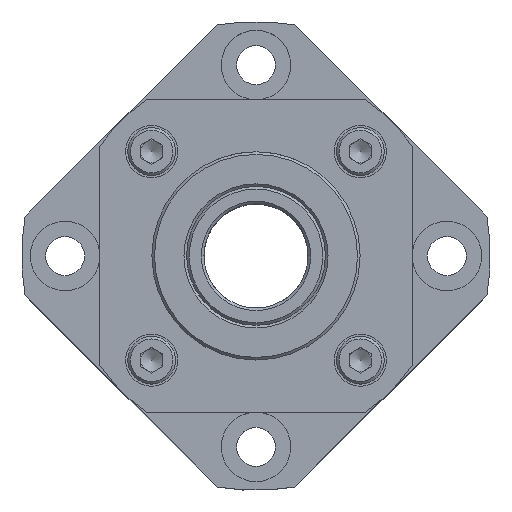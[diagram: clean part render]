
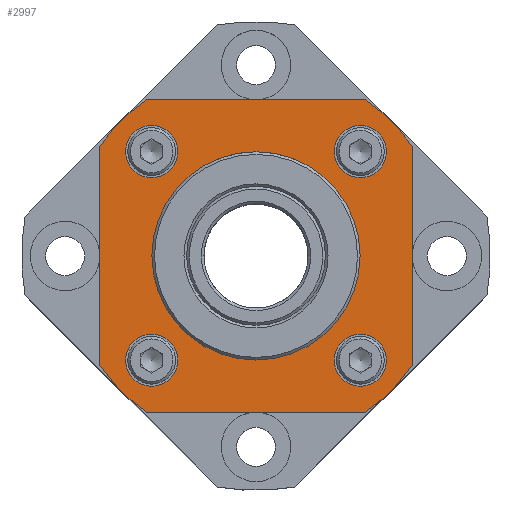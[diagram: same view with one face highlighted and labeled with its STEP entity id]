
A CAD part, top view. The second image highlights one B-rep face of the part: STEP entity #2997.
In plain terms, the highlighted planar face has unit normal (0, 0, 1).
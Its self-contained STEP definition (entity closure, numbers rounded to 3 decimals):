
#40 = VERTEX_POINT ( 'NONE', #6344 ) ;
#56 = DIRECTION ( 'NONE',  ( 0., 0., 1. ) ) ;
#230 = DIRECTION ( 'NONE',  ( 0., 1., 0. ) ) ;
#249 = ORIENTED_EDGE ( 'NONE', *, *, #5713, .T. ) ;
#338 = AXIS2_PLACEMENT_3D ( 'NONE', #3118, #2394, #1664 ) ;
#425 = CARTESIAN_POINT ( 'NONE',  ( 0., 0., 0. ) ) ;
#503 = ORIENTED_EDGE ( 'NONE', *, *, #1702, .F. ) ;
#519 = LINE ( 'NONE', #6836, #2386 ) ;
#531 = AXIS2_PLACEMENT_3D ( 'NONE', #6001, #5278, #4569 ) ;
#552 = EDGE_CURVE ( 'NONE', #3324, #3324, #6924, .T. ) ;
#576 = CARTESIAN_POINT ( 'NONE',  ( 0., 0., 0. ) ) ;
#592 = VERTEX_POINT ( 'NONE', #3740 ) ;
#696 = DIRECTION ( 'NONE',  ( 1., 0., 0. ) ) ;
#772 = CARTESIAN_POINT ( 'NONE',  ( 0., 0., 0. ) ) ;
#844 = FACE_BOUND ( 'NONE', #5049, .T. ) ;
#946 = CARTESIAN_POINT ( 'NONE',  ( 18., 12.649, 0. ) ) ;
#1025 = CIRCLE ( 'NONE', #338, 3. ) ;
#1068 = CARTESIAN_POINT ( 'NONE',  ( -18., 12.649, 0. ) ) ;
#1090 = VERTEX_POINT ( 'NONE', #4205 ) ;
#1106 = ORIENTED_EDGE ( 'NONE', *, *, #1216, .T. ) ;
#1128 = CARTESIAN_POINT ( 'NONE',  ( 12.649, 18., 0. ) ) ;
#1143 = PLANE ( 'NONE',  #1391 ) ;
#1146 = AXIS2_PLACEMENT_3D ( 'NONE', #772, #56, #6359 ) ;
#1177 = CARTESIAN_POINT ( 'NONE',  ( 12., 0., 0. ) ) ;
#1204 = FACE_BOUND ( 'NONE', #5790, .T. ) ;
#1216 = EDGE_CURVE ( 'NONE', #6045, #1090, #5315, .T. ) ;
#1391 = AXIS2_PLACEMENT_3D ( 'NONE', #425, #6740, #6006 ) ;
#1410 = EDGE_CURVE ( 'NONE', #6150, #592, #5333, .T. ) ;
#1426 = DIRECTION ( 'NONE',  ( 0., 0., 1. ) ) ;
#1564 = FACE_BOUND ( 'NONE', #2661, .T. ) ;
#1582 = VERTEX_POINT ( 'NONE', #4621 ) ;
#1586 = EDGE_CURVE ( 'NONE', #4497, #3557, #6783, .T. ) ;
#1604 = ORIENTED_EDGE ( 'NONE', *, *, #2017, .F. ) ;
#1664 = DIRECTION ( 'NONE',  ( 1., 0., 0. ) ) ;
#1701 = ORIENTED_EDGE ( 'NONE', *, *, #4153, .F. ) ;
#1702 = EDGE_CURVE ( 'NONE', #40, #40, #2100, .T. ) ;
#1908 = VERTEX_POINT ( 'NONE', #1177 ) ;
#1932 = EDGE_CURVE ( 'NONE', #6900, #6900, #1025, .T. ) ;
#1939 = FACE_BOUND ( 'NONE', #2466, .T. ) ;
#2017 = EDGE_CURVE ( 'NONE', #4013, #4013, #6437, .T. ) ;
#2100 = CIRCLE ( 'NONE', #2108, 3. ) ;
#2108 = AXIS2_PLACEMENT_3D ( 'NONE', #2851, #1426, #696 ) ;
#2115 = FACE_BOUND ( 'NONE', #2527, .T. ) ;
#2337 = EDGE_CURVE ( 'NONE', #2381, #6150, #519, .T. ) ;
#2381 = VERTEX_POINT ( 'NONE', #1068 ) ;
#2386 = VECTOR ( 'NONE', #6106, 1000. ) ;
#2394 = DIRECTION ( 'NONE',  ( 0., 0., 1. ) ) ;
#2466 = EDGE_LOOP ( 'NONE', ( #503 ) ) ;
#2483 = FACE_OUTER_BOUND ( 'NONE', #6471, .T. ) ;
#2527 = EDGE_LOOP ( 'NONE', ( #1701 ) ) ;
#2611 = CARTESIAN_POINT ( 'NONE',  ( 15.021, 12.021, 0. ) ) ;
#2661 = EDGE_LOOP ( 'NONE', ( #5731 ) ) ;
#2772 = ORIENTED_EDGE ( 'NONE', *, *, #1586, .T. ) ;
#2790 = CIRCLE ( 'NONE', #531, 22. ) ;
#2851 = CARTESIAN_POINT ( 'NONE',  ( -12.021, -12.021, 0. ) ) ;
#2929 = ORIENTED_EDGE ( 'NONE', *, *, #1410, .T. ) ;
#2937 = DIRECTION ( 'NONE',  ( 1., 0., 0. ) ) ;
#2997 = ADVANCED_FACE ( 'NONE', ( #844, #1204, #1564, #1939, #2115, #2483 ), #1143, .T. ) ;
#3118 = CARTESIAN_POINT ( 'NONE',  ( 12.021, -12.021, 0. ) ) ;
#3183 = DIRECTION ( 'NONE',  ( -1., 0., 0. ) ) ;
#3237 = AXIS2_PLACEMENT_3D ( 'NONE', #4917, #4206, #3486 ) ;
#3263 = CIRCLE ( 'NONE', #6837, 12. ) ;
#3290 = CARTESIAN_POINT ( 'NONE',  ( -9.021, 12.021, 0. ) ) ;
#3324 = VERTEX_POINT ( 'NONE', #2611 ) ;
#3486 = DIRECTION ( 'NONE',  ( 1., 0., 0. ) ) ;
#3557 = VERTEX_POINT ( 'NONE', #5153 ) ;
#3595 = AXIS2_PLACEMENT_3D ( 'NONE', #5139, #4419, #3699 ) ;
#3598 = DIRECTION ( 'NONE',  ( 1., 0., 0. ) ) ;
#3645 = DIRECTION ( 'NONE',  ( 0., 0., 1. ) ) ;
#3699 = DIRECTION ( 'NONE',  ( 1., 0., 0. ) ) ;
#3723 = ORIENTED_EDGE ( 'NONE', *, *, #3943, .T. ) ;
#3740 = CARTESIAN_POINT ( 'NONE',  ( -12.649, -18., 0. ) ) ;
#3844 = CARTESIAN_POINT ( 'NONE',  ( -18., -12.649, 0. ) ) ;
#3894 = CARTESIAN_POINT ( 'NONE',  ( -12.649, 18., 0. ) ) ;
#3943 = EDGE_CURVE ( 'NONE', #1090, #1582, #4545, .T. ) ;
#4013 = VERTEX_POINT ( 'NONE', #3290 ) ;
#4103 = ORIENTED_EDGE ( 'NONE', *, *, #6466, .T. ) ;
#4153 = EDGE_CURVE ( 'NONE', #1908, #1908, #3263, .T. ) ;
#4205 = CARTESIAN_POINT ( 'NONE',  ( 18., -12.649, 0. ) ) ;
#4206 = DIRECTION ( 'NONE',  ( 0., 0., 1. ) ) ;
#4311 = DIRECTION ( 'NONE',  ( 0., 0., 1. ) ) ;
#4361 = CARTESIAN_POINT ( 'NONE',  ( 0., 0., 0. ) ) ;
#4419 = DIRECTION ( 'NONE',  ( 0., 0., 1. ) ) ;
#4449 = CARTESIAN_POINT ( 'NONE',  ( 12.649, -18., 0. ) ) ;
#4497 = VERTEX_POINT ( 'NONE', #1128 ) ;
#4545 = LINE ( 'NONE', #946, #4659 ) ;
#4569 = DIRECTION ( 'NONE',  ( 1., 0., 0. ) ) ;
#4621 = CARTESIAN_POINT ( 'NONE',  ( 18., 12.649, 0. ) ) ;
#4659 = VECTOR ( 'NONE', #230, 1000. ) ;
#4708 = DIRECTION ( 'NONE',  ( 1., 0., 0. ) ) ;
#4752 = AXIS2_PLACEMENT_3D ( 'NONE', #576, #6898, #6168 ) ;
#4917 = CARTESIAN_POINT ( 'NONE',  ( -12.021, 12.021, 0. ) ) ;
#5029 = CARTESIAN_POINT ( 'NONE',  ( 0., 0., 0. ) ) ;
#5049 = EDGE_LOOP ( 'NONE', ( #1604 ) ) ;
#5136 = AXIS2_PLACEMENT_3D ( 'NONE', #4361, #3645, #2937 ) ;
#5139 = CARTESIAN_POINT ( 'NONE',  ( 12.021, 12.021, 0. ) ) ;
#5153 = CARTESIAN_POINT ( 'NONE',  ( -12.649, 18., 0. ) ) ;
#5278 = DIRECTION ( 'NONE',  ( 0., 0., 1. ) ) ;
#5315 = CIRCLE ( 'NONE', #1146, 22. ) ;
#5331 = VECTOR ( 'NONE', #4708, 1000. ) ;
#5333 = CIRCLE ( 'NONE', #5136, 22. ) ;
#5376 = EDGE_CURVE ( 'NONE', #592, #6045, #6142, .T. ) ;
#5412 = CARTESIAN_POINT ( 'NONE',  ( -12.649, -18., 0. ) ) ;
#5713 = EDGE_CURVE ( 'NONE', #1582, #4497, #2790, .T. ) ;
#5731 = ORIENTED_EDGE ( 'NONE', *, *, #1932, .F. ) ;
#5790 = EDGE_LOOP ( 'NONE', ( #6138 ) ) ;
#6001 = CARTESIAN_POINT ( 'NONE',  ( 0., 0., 0. ) ) ;
#6006 = DIRECTION ( 'NONE',  ( 1., 0., 0. ) ) ;
#6010 = ORIENTED_EDGE ( 'NONE', *, *, #5376, .T. ) ;
#6040 = CIRCLE ( 'NONE', #4752, 22. ) ;
#6045 = VERTEX_POINT ( 'NONE', #4449 ) ;
#6106 = DIRECTION ( 'NONE',  ( 0., -1., 0. ) ) ;
#6138 = ORIENTED_EDGE ( 'NONE', *, *, #552, .F. ) ;
#6142 = LINE ( 'NONE', #5412, #5331 ) ;
#6150 = VERTEX_POINT ( 'NONE', #3844 ) ;
#6168 = DIRECTION ( 'NONE',  ( 1., 0., 0. ) ) ;
#6169 = CARTESIAN_POINT ( 'NONE',  ( 15.021, -12.021, 0. ) ) ;
#6344 = CARTESIAN_POINT ( 'NONE',  ( -9.021, -12.021, 0. ) ) ;
#6359 = DIRECTION ( 'NONE',  ( 1., 0., 0. ) ) ;
#6437 = CIRCLE ( 'NONE', #3237, 3. ) ;
#6466 = EDGE_CURVE ( 'NONE', #3557, #2381, #6040, .T. ) ;
#6471 = EDGE_LOOP ( 'NONE', ( #4103, #6479, #2929, #6010, #1106, #3723, #249, #2772 ) ) ;
#6479 = ORIENTED_EDGE ( 'NONE', *, *, #2337, .T. ) ;
#6740 = DIRECTION ( 'NONE',  ( 0., 0., 1. ) ) ;
#6783 = LINE ( 'NONE', #3894, #6959 ) ;
#6836 = CARTESIAN_POINT ( 'NONE',  ( -18., 12.649, 0. ) ) ;
#6837 = AXIS2_PLACEMENT_3D ( 'NONE', #5029, #4311, #3598 ) ;
#6898 = DIRECTION ( 'NONE',  ( 0., 0., 1. ) ) ;
#6900 = VERTEX_POINT ( 'NONE', #6169 ) ;
#6924 = CIRCLE ( 'NONE', #3595, 3. ) ;
#6959 = VECTOR ( 'NONE', #3183, 1000. ) ;
